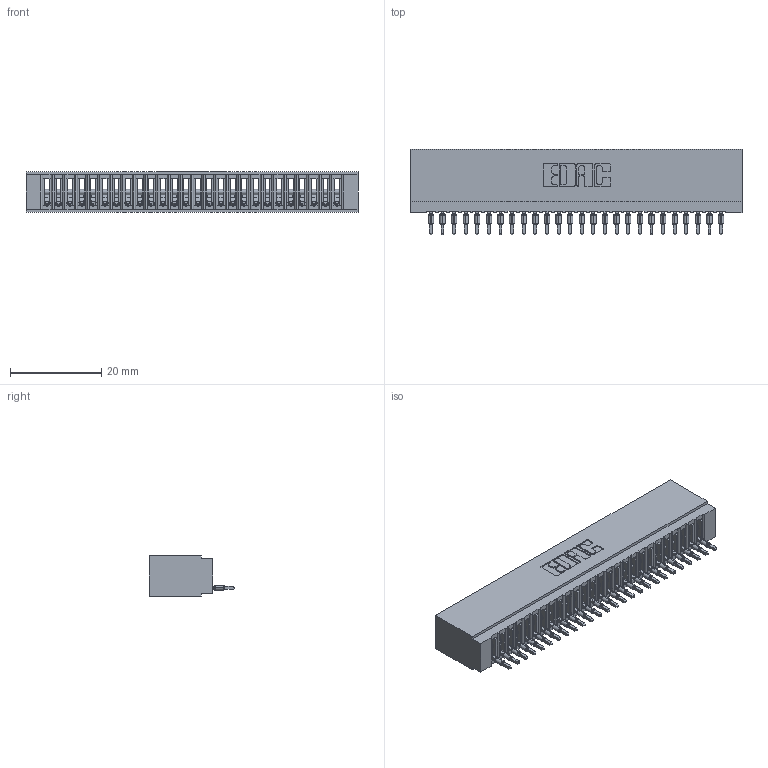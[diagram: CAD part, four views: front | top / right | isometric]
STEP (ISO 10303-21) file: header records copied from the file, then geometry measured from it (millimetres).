
FILE_DESCRIPTION (( 'STEP AP203' ), '1' );
FILE_NAME ('725-026-525-101.STEP', '2026-03-05T21:35:29', ( '' ), ( '' ), 'SwSTEP 2.0', 'SolidWorks 2023', '' );
FILE_SCHEMA (( 'CONFIG_CONTROL_DESIGN' ));
Length unit declared in the file: millimetre
Products named in the file (3): 725 Part_Insulator Option - 01; 745-292-001_525; 725-026-525-101
Assembly tree (27 placements, depth 2):
  725-026-525-101
    725 Part_Insulator Option - 01
    745-292-001_525  x26
Bounding box: 72.64 x 18.8 x 8.89 mm (x, y, z)
Volume: 5579.4 mm3; surface area: 10398.6 mm2
Topology: 27 solids, 27 shells, 3007 faces, 8262 edges, 5212 vertices
Faces by surface type: plane 1797, cylinder 534, bspline 520, torus 156
Entity records: 45088 total; most frequent: CARTESIAN_POINT 8445, ORIENTED_EDGE 7874, DIRECTION 6843, EDGE_CURVE 3937, VECTOR 3599, LINE 3599, VERTEX_POINT 2512, AXIS2_PLACEMENT_3D 1622
